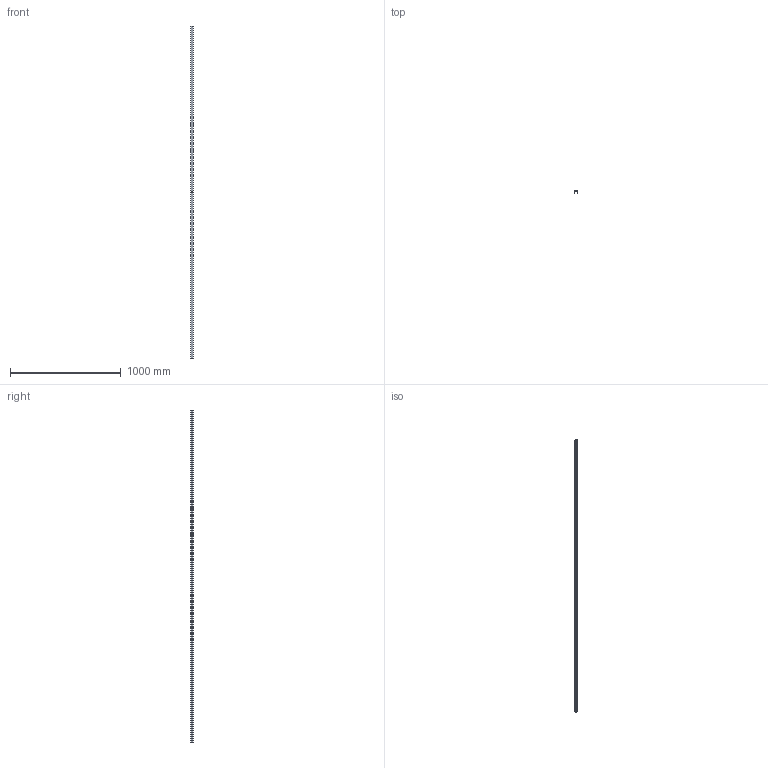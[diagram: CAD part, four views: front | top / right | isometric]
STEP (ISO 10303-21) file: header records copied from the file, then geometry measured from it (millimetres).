
FILE_DESCRIPTION (( 'STEP AP203' ), '1' );
FILE_NAME ('60363-GU-3M.step', '2022-07-21T07:23:06', ( '' ), ( '' ), 'SwSTEP 2.0', 'SolidWorks 2018', '' );
FILE_SCHEMA (( 'CONFIG_CONTROL_DESIGN' ));
Length unit declared in the file: millimetre
Products named in the file (1): 60363-GU-3M
Bounding box: 25.09 x 22.95 x 3000 mm (x, y, z)
Volume: 364255.4 mm3; surface area: 502638.7 mm2
Topology: 1 solids, 1 shells, 381 faces, 1059 edges, 706 vertices
Faces by surface type: plane 188, bspline 153, cylinder 40
Entity records: 19620 total; most frequent: CARTESIAN_POINT 10740, ORIENTED_EDGE 2118, DIRECTION 1291, EDGE_CURVE 1059, VERTEX_POINT 706, VECTOR 673, LINE 673, EDGE_LOOP 411
